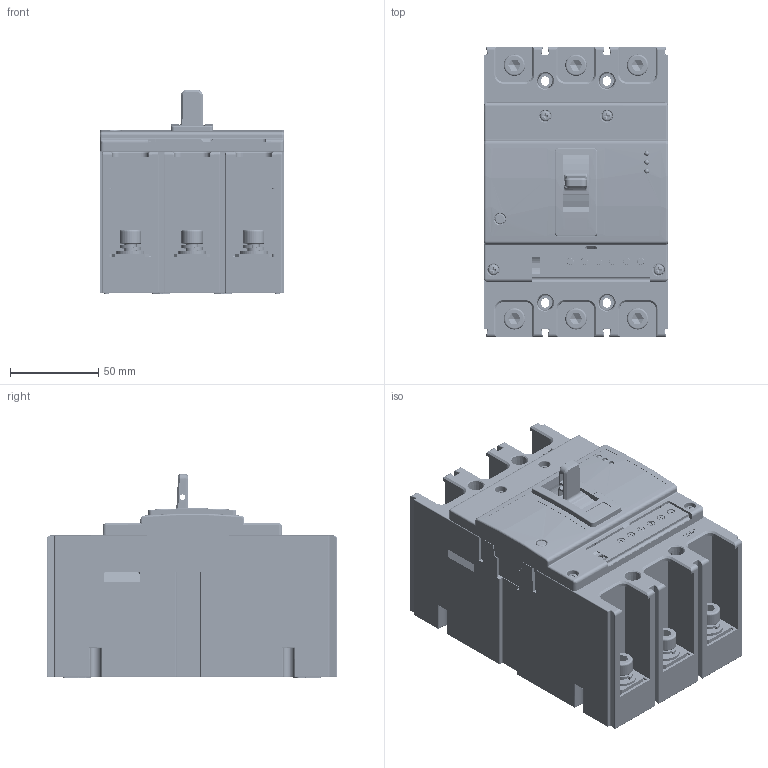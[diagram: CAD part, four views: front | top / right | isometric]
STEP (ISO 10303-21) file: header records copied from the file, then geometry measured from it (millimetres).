
FILE_DESCRIPTION(/* description */ (''),/* implementation_level */ '2;1');
FILE_NAME(/* name */ '1211111.stp',/* time_stamp */ '2024-02-22T12:19:52+08:00',/* author */ (''),/* organization */ (''),/* preprocessor_version */ 'ST-DEVELOPER v11',/* originating_system */ 'SIEMENS UGS NX 6.0',/* authorisation */ '');
FILE_SCHEMA (('CONFIG_CONTROL_DESIGN'));
Products named in the file (1): Admi377F8n4b
Bounding box: 105 x 165 x 116 mm (x, y, z)
Volume: 839855.1 mm3; surface area: 337228.7 mm2
Topology: 50 solids, 61 shells, 4405 faces, 12079 edges, 7799 vertices
Faces by surface type: plane 2679, cylinder 1181, torus 156, extrusion 121, bspline 114, cone 91, sphere 63
Full cylindrical faces by diameter (mm): 2 x1, 2.659 x8, 2.8 x15, 2.9 x6, 3 x114, 3.2 x19, 3.3 x5, 3.4 x1, 3.5 x2, 3.8 x15, 4 x16, 4.2 x2, 4.3 x2, 4.5 x4, 4.6 x16, 4.8 x6, 5.2 x3, 5.3 x1, 5.5 x2, 5.8 x7, 5.85 x4, 6 x3, 6.3 x2, 6.5 x8, 7 x17, 7.4 x2, 7.5 x6, 8 x4, 8.05 x2, 8.5 x6
Entity records: 198398 total; most frequent: CARTESIAN_POINT 91449, ORIENTED_EDGE 22408, DIRECTION 21244, EDGE_CURVE 11204, VECTOR 7974, LINE 7853, VERTEX_POINT 7417, AXIS2_PLACEMENT_3D 6635
